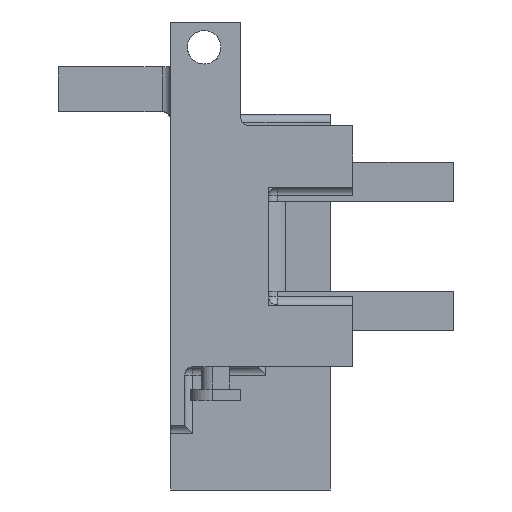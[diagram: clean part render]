
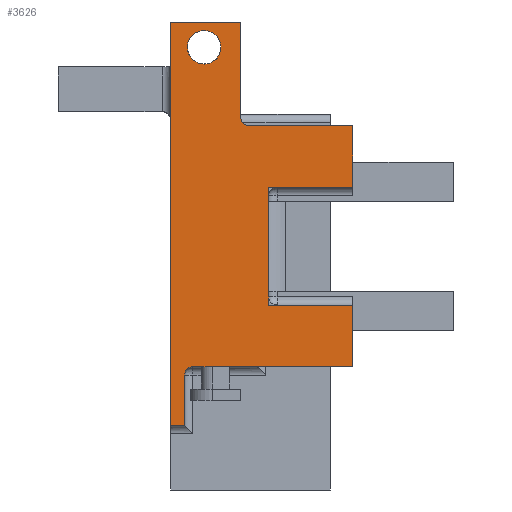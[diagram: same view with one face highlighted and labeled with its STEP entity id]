
A CAD part, front view. The second image highlights one B-rep face of the part: STEP entity #3626.
In plain terms, the highlighted planar face has unit normal (0, -1, 0).
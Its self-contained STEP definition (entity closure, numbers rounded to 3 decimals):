
#83=FACE_BOUND('',#571,.T.);
#148=PLANE('',#3945);
#328=FACE_OUTER_BOUND('',#570,.T.);
#570=EDGE_LOOP('',(#2980,#2981,#2982,#2983,#2984,#2985,#2986,#2987,#2988,
#2989,#2990,#2991,#2992,#2993));
#571=EDGE_LOOP('',(#2994));
#686=LINE('',#5172,#1068);
#708=LINE('',#5243,#1090);
#740=LINE('',#5357,#1122);
#788=LINE('',#5524,#1170);
#848=LINE('',#5684,#1230);
#867=LINE('',#5721,#1249);
#868=LINE('',#5723,#1250);
#932=LINE('',#5866,#1314);
#933=LINE('',#5868,#1315);
#934=LINE('',#5870,#1316);
#935=LINE('',#5873,#1317);
#936=LINE('',#5874,#1318);
#1068=VECTOR('',#4117,10.);
#1090=VECTOR('',#4173,10.);
#1122=VECTOR('',#4265,10.);
#1170=VECTOR('',#4389,10.);
#1230=VECTOR('',#4553,10.);
#1249=VECTOR('',#4578,10.);
#1250=VECTOR('',#4581,10.);
#1314=VECTOR('',#4715,10.);
#1315=VECTOR('',#4718,10.);
#1316=VECTOR('',#4721,10.);
#1317=VECTOR('',#4724,10.);
#1318=VECTOR('',#4725,10.);
#1449=CIRCLE('',#3763,1.5);
#1506=CIRCLE('',#3856,3.);
#1525=CIRCLE('',#3946,1.5);
#1564=VERTEX_POINT('',#5161);
#1565=VERTEX_POINT('',#5163);
#1567=VERTEX_POINT('',#5171);
#1598=VERTEX_POINT('',#5240);
#1599=VERTEX_POINT('',#5242);
#1650=VERTEX_POINT('',#5354);
#1651=VERTEX_POINT('',#5356);
#1706=VERTEX_POINT('',#5523);
#1712=VERTEX_POINT('',#5543);
#1744=VERTEX_POINT('',#5678);
#1746=VERTEX_POINT('',#5682);
#1761=VERTEX_POINT('',#5719);
#1804=VERTEX_POINT('',#5862);
#1805=VERTEX_POINT('',#5864);
#1806=VERTEX_POINT('',#5871);
#1899=EDGE_CURVE('',#1564,#1565,#1449,.T.);
#1903=EDGE_CURVE('',#1567,#1565,#686,.T.);
#1938=EDGE_CURVE('',#1599,#1598,#708,.T.);
#1995=EDGE_CURVE('',#1651,#1650,#740,.T.);
#2069=EDGE_CURVE('',#1706,#1599,#788,.T.);
#2077=EDGE_CURVE('',#1712,#1712,#1506,.T.);
#2144=EDGE_CURVE('',#1744,#1746,#848,.T.);
#2163=EDGE_CURVE('',#1746,#1761,#867,.T.);
#2164=EDGE_CURVE('',#1761,#1651,#868,.T.);
#2236=EDGE_CURVE('',#1804,#1805,#932,.T.);
#2237=EDGE_CURVE('',#1805,#1744,#933,.T.);
#2238=EDGE_CURVE('',#1564,#1804,#934,.T.);
#2239=EDGE_CURVE('',#1806,#1650,#1525,.T.);
#2240=EDGE_CURVE('',#1806,#1706,#935,.T.);
#2241=EDGE_CURVE('',#1598,#1567,#936,.T.);
#2980=ORIENTED_EDGE('',*,*,#2238,.T.);
#2981=ORIENTED_EDGE('',*,*,#2236,.T.);
#2982=ORIENTED_EDGE('',*,*,#2237,.T.);
#2983=ORIENTED_EDGE('',*,*,#2144,.T.);
#2984=ORIENTED_EDGE('',*,*,#2163,.T.);
#2985=ORIENTED_EDGE('',*,*,#2164,.T.);
#2986=ORIENTED_EDGE('',*,*,#1995,.T.);
#2987=ORIENTED_EDGE('',*,*,#2239,.F.);
#2988=ORIENTED_EDGE('',*,*,#2240,.T.);
#2989=ORIENTED_EDGE('',*,*,#2069,.T.);
#2990=ORIENTED_EDGE('',*,*,#1938,.T.);
#2991=ORIENTED_EDGE('',*,*,#2241,.T.);
#2992=ORIENTED_EDGE('',*,*,#1903,.T.);
#2993=ORIENTED_EDGE('',*,*,#1899,.F.);
#2994=ORIENTED_EDGE('',*,*,#2077,.T.);
#3626=ADVANCED_FACE('',(#328,#83),#148,.T.);
#3763=AXIS2_PLACEMENT_3D('',#5164,#4106,#4107);
#3856=AXIS2_PLACEMENT_3D('',#5545,#4399,#4400);
#3945=AXIS2_PLACEMENT_3D('',#5869,#4719,#4720);
#3946=AXIS2_PLACEMENT_3D('',#5872,#4722,#4723);
#4106=DIRECTION('center_axis',(0.,-1.,0.));
#4107=DIRECTION('ref_axis',(-0.707,0.,0.707));
#4117=DIRECTION('',(0.,0.,1.));
#4173=DIRECTION('',(0.,0.,-1.));
#4265=DIRECTION('',(-1.,0.,0.));
#4389=DIRECTION('',(-1.,0.,0.));
#4399=DIRECTION('center_axis',(0.,1.,0.));
#4400=DIRECTION('ref_axis',(-1.,0.,0.));
#4553=DIRECTION('',(0.,0.,1.));
#4578=DIRECTION('',(1.,0.,0.));
#4581=DIRECTION('',(0.,0.,1.));
#4715=DIRECTION('',(0.,0.,1.));
#4718=DIRECTION('',(-1.,0.,0.));
#4719=DIRECTION('center_axis',(0.,-1.,0.));
#4720=DIRECTION('ref_axis',(0.,0.,-1.));
#4721=DIRECTION('',(1.,0.,0.));
#4722=DIRECTION('center_axis',(0.,-1.,0.));
#4723=DIRECTION('ref_axis',(-0.707,0.,-0.707));
#4724=DIRECTION('',(0.,0.,1.));
#4725=DIRECTION('',(1.,0.,0.));
#5161=CARTESIAN_POINT('',(-8.5,-20.5,-21.5));
#5163=CARTESIAN_POINT('',(-10.,-20.5,-23.));
#5164=CARTESIAN_POINT('Origin',(-8.5,-20.5,-23.));
#5171=CARTESIAN_POINT('',(-10.,-20.5,-32.));
#5172=CARTESIAN_POINT('',(-10.,-20.5,-15.));
#5240=CARTESIAN_POINT('',(-12.5,-20.5,-32.));
#5242=CARTESIAN_POINT('',(-12.5,-20.5,40.));
#5243=CARTESIAN_POINT('',(-12.5,-20.5,-30.));
#5354=CARTESIAN_POINT('',(1.5,-20.5,21.5));
#5356=CARTESIAN_POINT('',(20.,-20.5,21.5));
#5357=CARTESIAN_POINT('',(0.,-20.5,21.5));
#5523=CARTESIAN_POINT('',(0.,-20.5,40.));
#5524=CARTESIAN_POINT('',(-12.5,-20.5,40.));
#5543=CARTESIAN_POINT('',(-3.5,-20.5,35.5));
#5545=CARTESIAN_POINT('Origin',(-6.5,-20.5,35.5));
#5678=CARTESIAN_POINT('',(5.,-20.5,-10.5));
#5682=CARTESIAN_POINT('',(5.,-20.5,10.5));
#5684=CARTESIAN_POINT('',(5.,-20.5,-10.75));
#5719=CARTESIAN_POINT('',(20.,-20.5,10.5));
#5721=CARTESIAN_POINT('',(0.,-20.5,10.5));
#5723=CARTESIAN_POINT('',(20.,-20.5,-2.75));
#5862=CARTESIAN_POINT('',(20.,-20.5,-21.5));
#5864=CARTESIAN_POINT('',(20.,-20.5,-10.5));
#5866=CARTESIAN_POINT('',(20.,-20.5,-18.75));
#5868=CARTESIAN_POINT('',(0.,-20.5,-10.5));
#5869=CARTESIAN_POINT('Origin',(0.,-20.5,-21.5));
#5870=CARTESIAN_POINT('',(0.,-20.5,-21.5));
#5871=CARTESIAN_POINT('',(0.,-20.5,23.));
#5872=CARTESIAN_POINT('Origin',(1.5,-20.5,23.));
#5873=CARTESIAN_POINT('',(0.,-20.5,30.));
#5874=CARTESIAN_POINT('',(-10.,-20.5,-32.));
